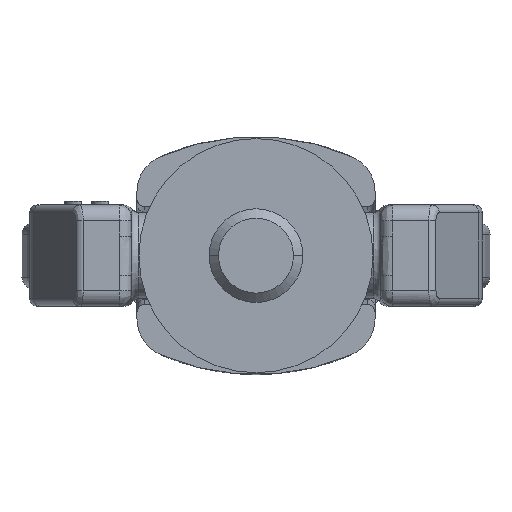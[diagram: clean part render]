
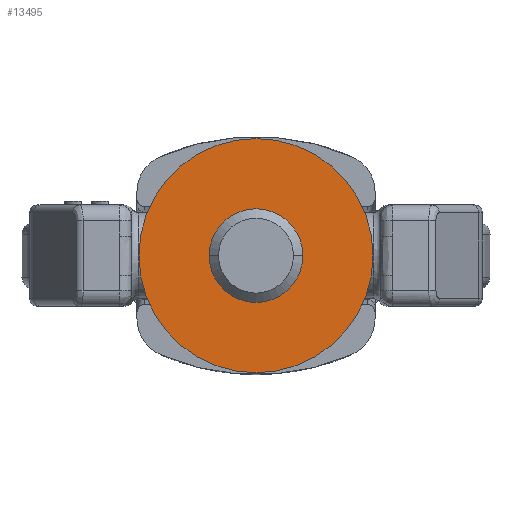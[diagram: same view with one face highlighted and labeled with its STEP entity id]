
A CAD part, front view. The second image highlights one B-rep face of the part: STEP entity #13495.
In plain terms, the highlighted planar face has unit normal (0, -1, 0).
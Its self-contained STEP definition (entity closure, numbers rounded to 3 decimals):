
#5355=CARTESIAN_POINT('',(0.,-5.25,0.));
#5356=DIRECTION('',(0.,1.,0.));
#5357=DIRECTION('',(1.,0.,0.));
#5358=AXIS2_PLACEMENT_3D('',#5355,#5356,#5357);
#5360=CARTESIAN_POINT('',(0.,-5.25,0.));
#5361=DIRECTION('',(0.,-1.,0.));
#5362=DIRECTION('',(1.,0.,0.));
#5363=AXIS2_PLACEMENT_3D('',#5360,#5361,#5362);
#5365=CARTESIAN_POINT('',(0.,-5.25,0.));
#5366=DIRECTION('',(0.,1.,0.));
#5367=DIRECTION('',(1.,0.,0.));
#5368=AXIS2_PLACEMENT_3D('',#5365,#5366,#5367);
#5370=CARTESIAN_POINT('',(0.,-5.25,0.));
#5371=DIRECTION('',(0.,1.,0.));
#5372=DIRECTION('',(-1.,0.,0.));
#5373=AXIS2_PLACEMENT_3D('',#5370,#5371,#5372);
#9851=CARTESIAN_POINT('',(15.,-5.25,0.));
#9853=VERTEX_POINT('',#9851);
#9863=CARTESIAN_POINT('',(-15.,-5.25,0.));
#9865=VERTEX_POINT('',#9863);
#9875=CARTESIAN_POINT('',(6.,-5.25,0.));
#9876=CARTESIAN_POINT('',(-6.,-5.25,0.));
#9877=VERTEX_POINT('',#9875);
#9878=VERTEX_POINT('',#9876);
#13480=CARTESIAN_POINT('',(0.,-5.25,0.));
#13481=DIRECTION('',(0.,-1.,0.));
#13482=DIRECTION('',(-1.,0.,0.));
#13483=AXIS2_PLACEMENT_3D('',#13480,#13481,#13482);
#13484=PLANE('31034',#13483);
#13485=ORIENTED_EDGE('31037',*,*,#13473,.F.);
#13486=ORIENTED_EDGE('31071',*,*,#13462,.T.);
#13487=EDGE_LOOP('31034',(#13485,#13486));
#13488=FACE_OUTER_BOUND('31034',#13487,.F.);
#13490=ORIENTED_EDGE('1107296267',*,*,#13489,.F.);
#13492=ORIENTED_EDGE('1107296268',*,*,#13491,.F.);
#13493=EDGE_LOOP('31034',(#13490,#13492));
#13494=FACE_BOUND('31034',#13493,.F.);
#5359=CIRCLE('31071',#5358,15.);
#5364=CIRCLE('31037',#5363,15.);
#5369=CIRCLE('1107296267',#5368,6.);
#5374=CIRCLE('1107296268',#5373,6.);
#13462=EDGE_CURVE('31071',#9853,#9865,#5359,.T.);
#13473=EDGE_CURVE('31037',#9853,#9865,#5364,.T.);
#13489=EDGE_CURVE('1107296267',#9877,#9878,#5369,.T.);
#13491=EDGE_CURVE('1107296268',#9878,#9877,#5374,.T.);
#13495=ADVANCED_FACE('31034',(#13488,#13494),#13484,.T.);
